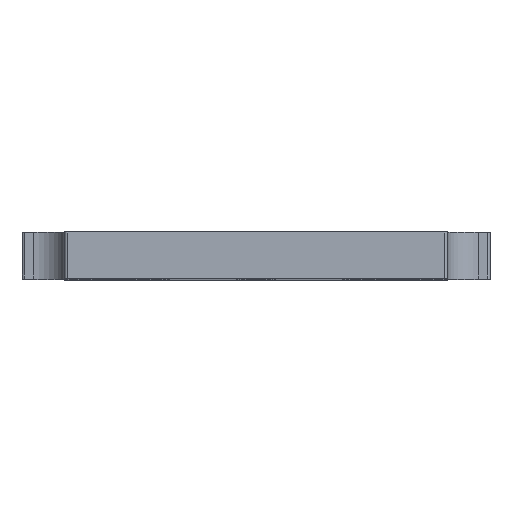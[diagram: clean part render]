
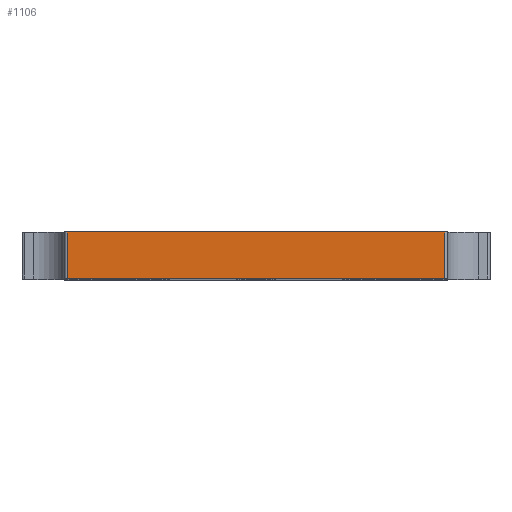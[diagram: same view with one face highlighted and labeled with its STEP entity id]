
A CAD part, top view. The second image highlights one B-rep face of the part: STEP entity #1106.
In plain terms, the highlighted planar face has unit normal (0, 0, 1).
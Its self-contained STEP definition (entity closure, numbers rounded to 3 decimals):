
#206=ORIENTED_EDGE('',*,*,#354,.F.);
#207=ORIENTED_EDGE('',*,*,#402,.T.);
#208=ORIENTED_EDGE('',*,*,#378,.T.);
#209=ORIENTED_EDGE('',*,*,#403,.T.);
#354=EDGE_CURVE('',#458,#459,#515,.T.);
#378=EDGE_CURVE('',#479,#478,#518,.T.);
#402=EDGE_CURVE('',#458,#479,#534,.F.);
#403=EDGE_CURVE('',#478,#459,#535,.T.);
#458=VERTEX_POINT('',#1581);
#459=VERTEX_POINT('',#1583);
#478=VERTEX_POINT('',#1626);
#479=VERTEX_POINT('',#1628);
#515=LINE('',#1582,#563);
#518=LINE('',#1627,#566);
#534=LINE('',#1671,#582);
#535=LINE('',#1672,#583);
#563=VECTOR('',#1318,1000.);
#566=VECTOR('',#1365,1000.);
#582=VECTOR('',#1407,1000.);
#583=VECTOR('',#1408,1000.);
#630=EDGE_LOOP('',(#206,#207,#208,#209));
#720=FACE_BOUND('',#630,.T.);
#782=PLANE('',#1207);
#1106=ADVANCED_FACE('',(#720),#782,.F.);
#1207=AXIS2_PLACEMENT_3D('',#1670,#1405,#1406);
#1318=DIRECTION('',(1.,0.,0.));
#1365=DIRECTION('',(1.,0.,0.));
#1405=DIRECTION('',(0.,0.,-1.));
#1406=DIRECTION('',(-1.,0.,0.));
#1407=DIRECTION('',(0.,1.,0.));
#1408=DIRECTION('',(0.,1.,0.));
#1581=CARTESIAN_POINT('',(-24.2,6.,45.));
#1582=CARTESIAN_POINT('',(-40.,6.,45.));
#1583=CARTESIAN_POINT('',(24.2,6.,45.));
#1626=CARTESIAN_POINT('',(24.2,0.,45.));
#1627=CARTESIAN_POINT('',(-40.,0.,45.));
#1628=CARTESIAN_POINT('',(-24.2,0.,45.));
#1670=CARTESIAN_POINT('',(-40.,8.,45.));
#1671=CARTESIAN_POINT('',(-24.2,8.,45.));
#1672=CARTESIAN_POINT('',(24.2,8.,45.));
